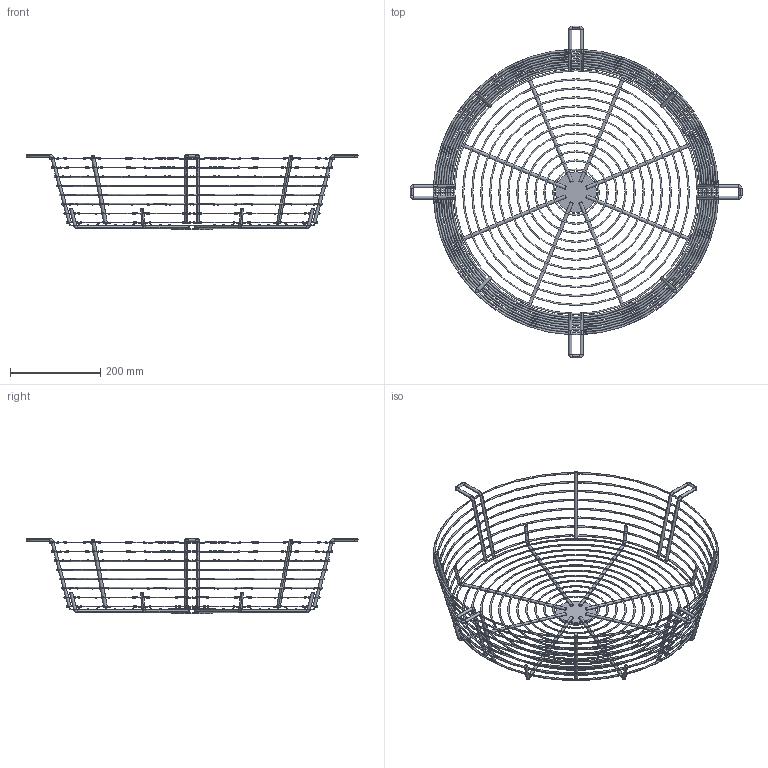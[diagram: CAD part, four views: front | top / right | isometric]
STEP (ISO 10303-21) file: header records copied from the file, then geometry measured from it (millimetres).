
FILE_DESCRIPTION (( 'STEP AP203' ), '1' );
FILE_NAME ('5RE1587_CCrc 63.STEP', '2022-02-18T10:55:41', ( '' ), ( '' ), 'SwSTEP 2.0', 'SolidWorks 2018', '' );
FILE_SCHEMA (( 'CONFIG_CONTROL_DESIGN' ));
Length unit declared in the file: millimetre
Products named in the file (1): 5RE1587_CCrc 63
Bounding box: 735.6 x 735.6 x 167.25 mm (x, y, z)
Volume: 435468 mm3; surface area: 400045.2 mm2
Topology: 14 solids, 14 shells, 244 faces, 1054 edges, 668 vertices
Faces by surface type: torus 128, cylinder 82, plane 34
Entity records: 15393 total; most frequent: CARTESIAN_POINT 6675, ORIENTED_EDGE 2108, DIRECTION 1724, EDGE_CURVE 1054, AXIS2_PLACEMENT_3D 793, VERTEX_POINT 668, CIRCLE 548, B_SPLINE_CURVE_WITH_KNOTS 368
